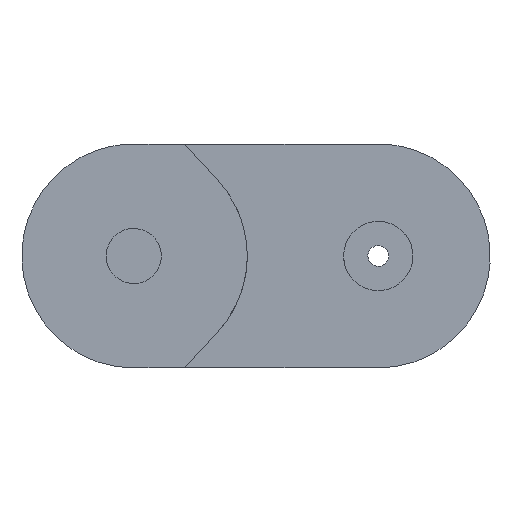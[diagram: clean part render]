
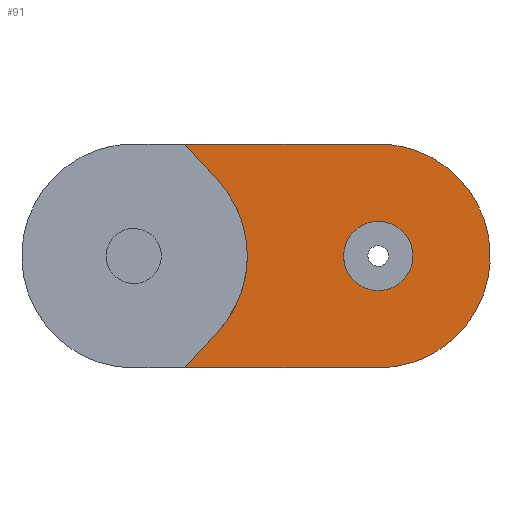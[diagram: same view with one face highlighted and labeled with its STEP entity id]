
A CAD part, front view. The second image highlights one B-rep face of the part: STEP entity #91.
In plain terms, the highlighted planar face has unit normal (0, -1, 0).
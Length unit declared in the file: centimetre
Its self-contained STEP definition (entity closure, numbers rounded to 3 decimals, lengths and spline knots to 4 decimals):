
#58=FACE_BOUND('',#417,.T.);
#91=ADVANCED_FACE('',(#253,#58),#2529,.T.);
#253=FACE_OUTER_BOUND('',#416,.T.);
#416=EDGE_LOOP('',(#649,#650,#651,#652,#653,#654));
#417=EDGE_LOOP('',(#655,#656));
#649=ORIENTED_EDGE('',*,*,#1449,.T.);
#650=ORIENTED_EDGE('',*,*,#1448,.T.);
#651=ORIENTED_EDGE('',*,*,#1451,.T.);
#652=ORIENTED_EDGE('',*,*,#1440,.T.);
#653=ORIENTED_EDGE('',*,*,#1443,.T.);
#654=ORIENTED_EDGE('',*,*,#1450,.T.);
#655=ORIENTED_EDGE('',*,*,#1506,.T.);
#656=ORIENTED_EDGE('',*,*,#1520,.T.);
#1440=EDGE_CURVE('',#2265,#2267,#2052,.T.);
#1443=EDGE_CURVE('',#2267,#2270,#2054,.T.);
#1448=EDGE_CURVE('',#2271,#2269,#2057,.T.);
#1449=EDGE_CURVE('',#2272,#2271,#2058,.T.);
#1450=EDGE_CURVE('',#2270,#2272,#2059,.T.);
#1451=EDGE_CURVE('',#2269,#2265,#2060,.T.);
#1506=EDGE_CURVE('',#2307,#2315,#2083,.T.);
#1520=EDGE_CURVE('',#2315,#2307,#2096,.T.);
#2052=(
BOUNDED_CURVE()
B_SPLINE_CURVE(2,(#3207,#3208,#3209,#3210,#3211),.UNSPECIFIED.,.F.,.F.)
B_SPLINE_CURVE_WITH_KNOTS((3,2,3),(-60.9581,-55.853,
-50.7479),.UNSPECIFIED.)
CURVE()
GEOMETRIC_REPRESENTATION_ITEM()
RATIONAL_B_SPLINE_CURVE((1.,0.707,1.,0.707,1.))
REPRESENTATION_ITEM('')
);
#2054=(
BOUNDED_CURVE()
B_SPLINE_CURVE(2,(#3219,#3220,#3221),.UNSPECIFIED.,.F.,.F.)
B_SPLINE_CURVE_WITH_KNOTS((3,3),(-50.7479,-45.128),
 .UNSPECIFIED.)
CURVE()
GEOMETRIC_REPRESENTATION_ITEM()
RATIONAL_B_SPLINE_CURVE((1.,1.,1.))
REPRESENTATION_ITEM('')
);
#2057=(
BOUNDED_CURVE()
B_SPLINE_CURVE(2,(#3232,#3233,#3234),.UNSPECIFIED.,.F.,.F.)
B_SPLINE_CURVE_WITH_KNOTS((3,3),(4.9566,6.319),
 .UNSPECIFIED.)
CURVE()
GEOMETRIC_REPRESENTATION_ITEM()
RATIONAL_B_SPLINE_CURVE((1.,1.,1.))
REPRESENTATION_ITEM('')
);
#2058=(
BOUNDED_CURVE()
B_SPLINE_CURVE(2,(#3235,#3236,#3237),.UNSPECIFIED.,.F.,.F.)
B_SPLINE_CURVE_WITH_KNOTS((3,3),(0.,4.9566),.UNSPECIFIED.)
CURVE()
GEOMETRIC_REPRESENTATION_ITEM()
RATIONAL_B_SPLINE_CURVE((1.,0.723,1.))
REPRESENTATION_ITEM('')
);
#2059=(
BOUNDED_CURVE()
B_SPLINE_CURVE(2,(#3238,#3239,#3240),.UNSPECIFIED.,.F.,.F.)
B_SPLINE_CURVE_WITH_KNOTS((3,3),(-1.3625,0.),.UNSPECIFIED.)
CURVE()
GEOMETRIC_REPRESENTATION_ITEM()
RATIONAL_B_SPLINE_CURVE((1.,1.,1.))
REPRESENTATION_ITEM('')
);
#2060=(
BOUNDED_CURVE()
B_SPLINE_CURVE(2,(#3241,#3242,#3243),.UNSPECIFIED.,.F.,.F.)
B_SPLINE_CURVE_WITH_KNOTS((3,3),(-66.578,-60.9581),
 .UNSPECIFIED.)
CURVE()
GEOMETRIC_REPRESENTATION_ITEM()
RATIONAL_B_SPLINE_CURVE((1.,1.,1.))
REPRESENTATION_ITEM('')
);
#2083=(
BOUNDED_CURVE()
B_SPLINE_CURVE(2,(#3379,#3380,#3381,#3382,#3383),.UNSPECIFIED.,.F.,.F.)
B_SPLINE_CURVE_WITH_KNOTS((3,2,3),(-6.3146,-4.736,
-3.1573),.UNSPECIFIED.)
CURVE()
GEOMETRIC_REPRESENTATION_ITEM()
RATIONAL_B_SPLINE_CURVE((1.,0.707,1.,0.707,1.))
REPRESENTATION_ITEM('')
);
#2096=(
BOUNDED_CURVE()
B_SPLINE_CURVE(2,(#3434,#3435,#3436,#3437,#3438),.UNSPECIFIED.,.F.,.F.)
B_SPLINE_CURVE_WITH_KNOTS((3,2,3),(-3.1573,-1.5787,
0.),.UNSPECIFIED.)
CURVE()
GEOMETRIC_REPRESENTATION_ITEM()
RATIONAL_B_SPLINE_CURVE((1.,0.707,1.,0.707,1.))
REPRESENTATION_ITEM('')
);
#2265=VERTEX_POINT('',#3092);
#2267=VERTEX_POINT('',#3094);
#2269=VERTEX_POINT('',#3096);
#2270=VERTEX_POINT('',#3097);
#2271=VERTEX_POINT('',#3098);
#2272=VERTEX_POINT('',#3099);
#2307=VERTEX_POINT('',#3134);
#2315=VERTEX_POINT('',#3142);
#2529=PLANE('',#2711);
#2711=AXIS2_PLACEMENT_3D('',#2969,#2810,$);
#2810=DIRECTION('',(0.,-1.,0.));
#2969=CARTESIAN_POINT('',(-8.91,-7.3499,-0.8125));
#3092=CARTESIAN_POINT('',(3.14,-7.3499,0.));
#3094=CARTESIAN_POINT('',(3.14,-7.3499,6.5));
#3096=CARTESIAN_POINT('',(-2.4799,-7.3499,0.));
#3097=CARTESIAN_POINT('',(-2.4799,-7.3499,6.5));
#3098=CARTESIAN_POINT('',(-1.56,-7.3499,1.005));
#3099=CARTESIAN_POINT('',(-1.56,-7.3499,5.495));
#3134=CARTESIAN_POINT('',(4.145,-7.3499,3.2445));
#3142=CARTESIAN_POINT('',(2.135,-7.3499,3.2555));
#3207=CARTESIAN_POINT('',(3.14,-7.3499,0.));
#3208=CARTESIAN_POINT('',(6.39,-7.3499,0.));
#3209=CARTESIAN_POINT('',(6.39,-7.3499,3.25));
#3210=CARTESIAN_POINT('',(6.39,-7.3499,6.5));
#3211=CARTESIAN_POINT('',(3.14,-7.3499,6.5));
#3219=CARTESIAN_POINT('',(3.14,-7.3499,6.5));
#3220=CARTESIAN_POINT('',(0.33,-7.3499,6.5));
#3221=CARTESIAN_POINT('',(-2.4799,-7.3499,6.5));
#3232=CARTESIAN_POINT('',(-1.56,-7.3499,1.005));
#3233=CARTESIAN_POINT('',(-2.02,-7.3499,0.5025));
#3234=CARTESIAN_POINT('',(-2.4799,-7.3499,0.));
#3235=CARTESIAN_POINT('',(-1.56,-7.3499,5.495));
#3236=CARTESIAN_POINT('',(0.5847,-7.3499,3.25));
#3237=CARTESIAN_POINT('',(-1.56,-7.3499,1.005));
#3238=CARTESIAN_POINT('',(-2.4799,-7.3499,6.5));
#3239=CARTESIAN_POINT('',(-2.02,-7.3499,5.9975));
#3240=CARTESIAN_POINT('',(-1.56,-7.3499,5.495));
#3241=CARTESIAN_POINT('',(-2.4799,-7.3499,0.));
#3242=CARTESIAN_POINT('',(0.33,-7.3499,0.));
#3243=CARTESIAN_POINT('',(3.14,-7.3499,0.));
#3379=CARTESIAN_POINT('',(4.145,-7.3499,3.2445));
#3380=CARTESIAN_POINT('',(4.1395,-7.3499,2.2395));
#3381=CARTESIAN_POINT('',(3.1345,-7.3499,2.245));
#3382=CARTESIAN_POINT('',(2.1295,-7.3499,2.2505));
#3383=CARTESIAN_POINT('',(2.135,-7.3499,3.2555));
#3434=CARTESIAN_POINT('',(2.135,-7.3499,3.2555));
#3435=CARTESIAN_POINT('',(2.1405,-7.3499,4.2605));
#3436=CARTESIAN_POINT('',(3.1455,-7.3499,4.255));
#3437=CARTESIAN_POINT('',(4.1505,-7.3499,4.2495));
#3438=CARTESIAN_POINT('',(4.145,-7.3499,3.2445));
